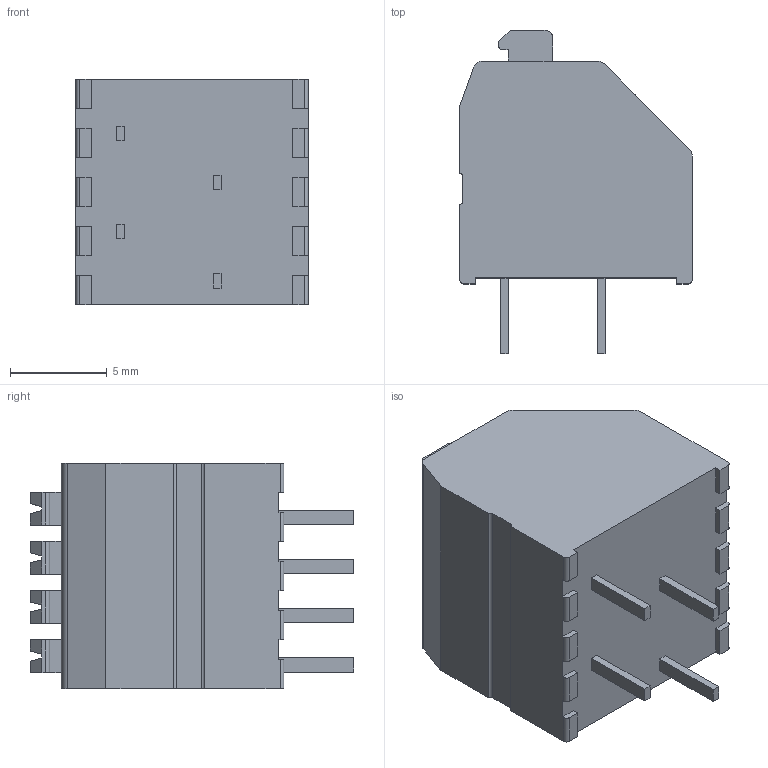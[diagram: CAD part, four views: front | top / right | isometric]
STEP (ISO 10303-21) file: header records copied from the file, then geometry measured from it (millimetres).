
FILE_DESCRIPTION(/* description */ ('STEP AP214'),/* implementation_level */ '2;1');
FILE_NAME(/* name */ '250-1404',/* time_stamp */ '2024-12-10T06:16:25+01:00',/* author */ ('License CC BY-ND 4.0'),/* organization */ ('CADENAS'),/* preprocessor_version */ 'ST-DEVELOPER v19.3',/* originating_system */ 'PARTsolutions',/* authorisation */ ' ');
FILE_SCHEMA (('AUTOMOTIVE_DESIGN {1 0 10303 214 3 1 1}'));
Length unit declared in the file: millimetre
Products named in the file (1): 250-1404
Bounding box: 12 x 16.7 x 11.66 mm (x, y, z)
Volume: 1418.8 mm3; surface area: 895.7 mm2
Topology: 1 solids, 1 shells, 197 faces, 537 edges, 350 vertices
Faces by surface type: plane 150, cylinder 39, cone 8
Entity records: 7564 total; most frequent: CARTESIAN_POINT 1085, ORIENTED_EDGE 1074, DIRECTION 1035, EDGE_CURVE 537, LINE 435, VECTOR 435, VERTEX_POINT 350, AXIS2_PLACEMENT_3D 300
